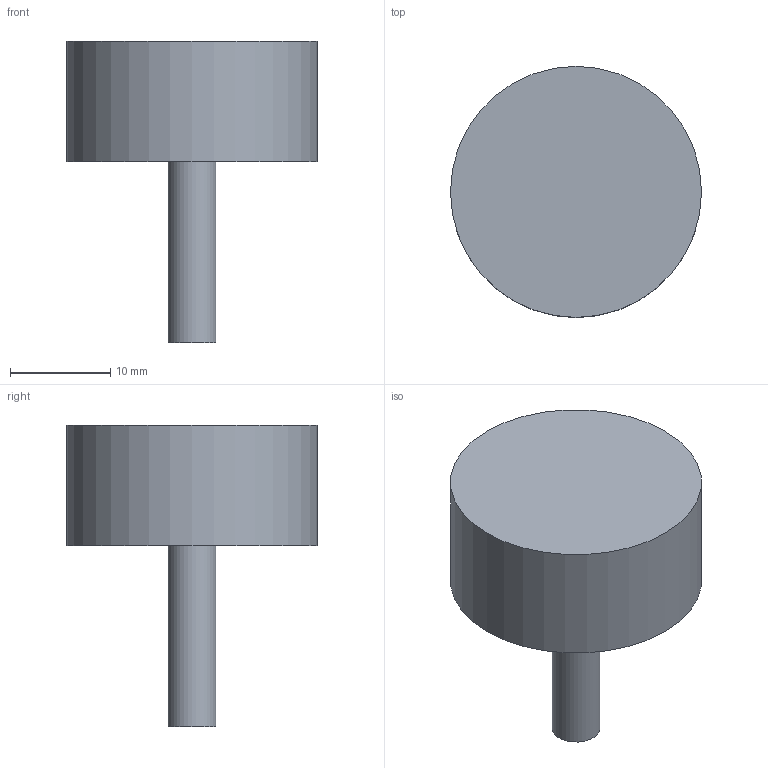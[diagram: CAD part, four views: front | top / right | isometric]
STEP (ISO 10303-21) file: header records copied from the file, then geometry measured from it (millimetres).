
FILE_DESCRIPTION(/* description */ (''),/* implementation_level */ '2;1');
FILE_NAME(/* name */ '140505',/* time_stamp */ '2014-10-06T15:45:45+02:00',/* author */ (''),/* organization */ (''),/* preprocessor_version */ 'ST-DEVELOPER v14',/* originating_system */ 'HiCAD 2013 1802.4 Build 509',/* authorisation */ '');
FILE_SCHEMA (('AUTOMOTIVE_DESIGN { 1 0 10303 214 1 1 1 1 }'));
Length unit declared in the file: millimetre
Products named in the file (2): Root; 140505Aanslagbuffer diam 25x12, M6x18BOIKON
Assembly tree (1 placements, depth 2):
  Root
    140505Aanslagbuffer diam 25x12, M6x18BOIKON
Bounding box: 25 x 25 x 30 mm (x, y, z)
Volume: 6212.6 mm3; surface area: 2194.1 mm2
Topology: 1 solids, 1 shells, 5 faces, 7 edges, 5 vertices
Faces by surface type: plane 3, cylinder 2
Full cylindrical faces by diameter (mm): 4.773 x1, 25 x1
Entity records: 185 total; most frequent: DIRECTION 22, CARTESIAN_POINT 15, PRESENTATION_STYLE_ASSIGNMENT 11, AXIS2_PLACEMENT_3D 11, OVER_RIDING_STYLED_ITEM 10, COLOUR_RGB 10, DRAUGHTING_PRE_DEFINED_CURVE_FONT 8, CURVE_STYLE 8
